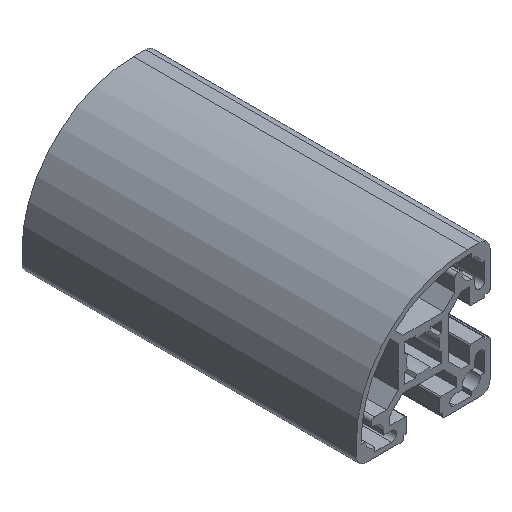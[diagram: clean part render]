
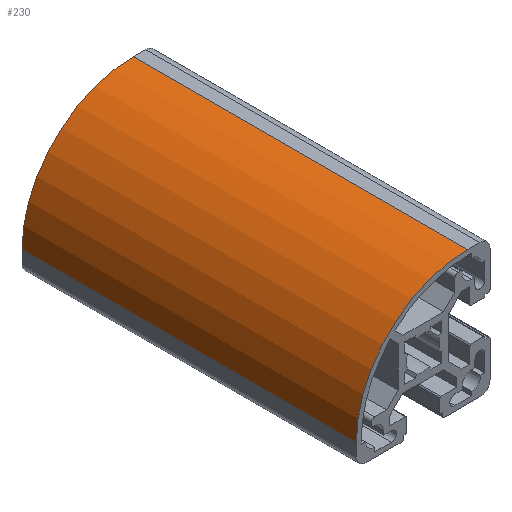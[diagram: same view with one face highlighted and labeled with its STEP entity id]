
A CAD part, isometric view. The second image highlights one B-rep face of the part: STEP entity #230.
In plain terms, the highlighted cylindrical face has radius 33.3 mm (diameter 66.6 mm), a partial arc.
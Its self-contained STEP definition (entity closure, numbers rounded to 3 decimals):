
#230 = ADVANCED_FACE( '', ( #527 ), #528, .T. );
#527 = FACE_OUTER_BOUND( '', #896, .T. );
#528 = CYLINDRICAL_SURFACE( '', #897, 33.3 );
#896 = EDGE_LOOP( '', ( #1479, #1480, #1481, #1482 ) );
#897 = AXIS2_PLACEMENT_3D( '', #1483, #1484, #1485 );
#1479 = ORIENTED_EDGE( '', *, *, #2503, .F. );
#1480 = ORIENTED_EDGE( '', *, *, #2389, .F. );
#1481 = ORIENTED_EDGE( '', *, *, #2504, .T. );
#1482 = ORIENTED_EDGE( '', *, *, #2505, .T. );
#1483 = CARTESIAN_POINT( '', ( 13.3, 100., -13.3 ) );
#1484 = DIRECTION( '', ( 0., 1., 0. ) );
#1485 = DIRECTION( '', ( 0., 0., -1. ) );
#2389 = EDGE_CURVE( '', #2925, #2923, #2927, .T. );
#2503 = EDGE_CURVE( '', #2923, #3121, #3122, .T. );
#2504 = EDGE_CURVE( '', #2925, #3123, #3124, .T. );
#2505 = EDGE_CURVE( '', #3123, #3121, #3125, .T. );
#2923 = VERTEX_POINT( '', #3676 );
#2925 = VERTEX_POINT( '', #3679 );
#2927 = LINE( '', #3682, #3683 );
#3121 = VERTEX_POINT( '', #3951 );
#3122 = CIRCLE( '', #3952, 33.3 );
#3123 = VERTEX_POINT( '', #3953 );
#3124 = CIRCLE( '', #3954, 33.3 );
#3125 = LINE( '', #3955, #3956 );
#3676 = CARTESIAN_POINT( '', ( 13.3, 0., 20. ) );
#3679 = CARTESIAN_POINT( '', ( 13.3, 100., 20. ) );
#3682 = CARTESIAN_POINT( '', ( 13.3, 100., 20. ) );
#3683 = VECTOR( '', #4543, 1000. );
#3951 = CARTESIAN_POINT( '', ( -20., 0., -13.3 ) );
#3952 = AXIS2_PLACEMENT_3D( '', #4660, #4661, #4662 );
#3953 = CARTESIAN_POINT( '', ( -20., 100., -13.3 ) );
#3954 = AXIS2_PLACEMENT_3D( '', #4663, #4664, #4665 );
#3955 = CARTESIAN_POINT( '', ( -20., 100., -13.3 ) );
#3956 = VECTOR( '', #4666, 1000. );
#4543 = DIRECTION( '', ( 0., -1., 0. ) );
#4660 = CARTESIAN_POINT( '', ( 13.3, 0., -13.3 ) );
#4661 = DIRECTION( '', ( 0., -1., 0. ) );
#4662 = DIRECTION( '', ( 1., 0., 0. ) );
#4663 = CARTESIAN_POINT( '', ( 13.3, 100., -13.3 ) );
#4664 = DIRECTION( '', ( 0., -1., 0. ) );
#4665 = DIRECTION( '', ( 1., 0., 0. ) );
#4666 = DIRECTION( '', ( 0., -1., 0. ) );
